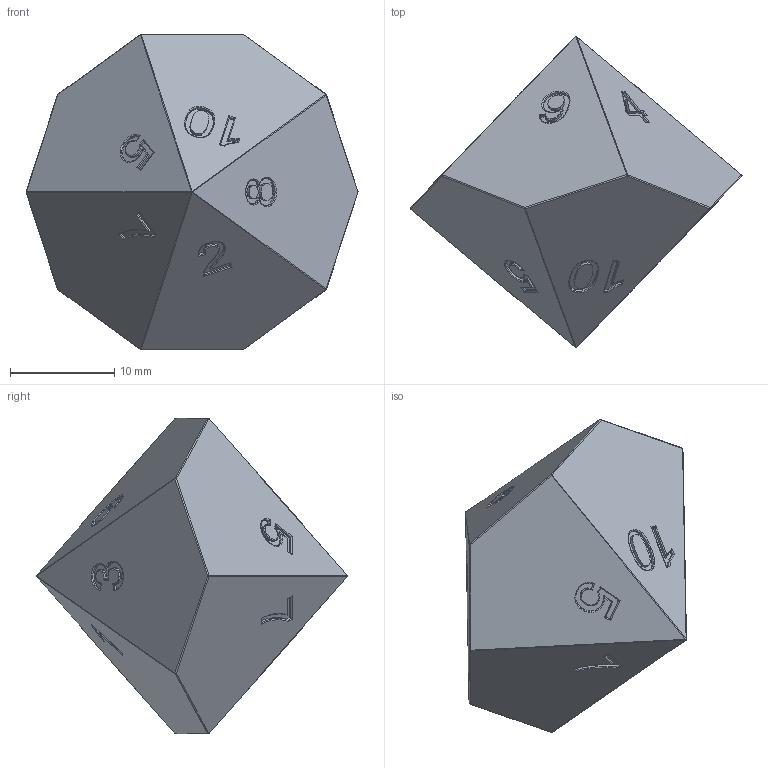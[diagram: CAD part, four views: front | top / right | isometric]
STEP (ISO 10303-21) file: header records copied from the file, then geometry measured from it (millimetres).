
FILE_DESCRIPTION(/* description */ (''),/* implementation_level */ '2;1');
FILE_NAME(/* name */ 'D10.step',/* time_stamp */ '2021-04-06T13:16:27+02:00',/* author */ (''),/* organization */ (''),/* preprocessor_version */ 'ST-DEVELOPER v18.1',/* originating_system */ 'Autodesk Translation Framework v10.6.0.1341',/* authorisation */ '');
FILE_SCHEMA (('AUTOMOTIVE_DESIGN { 1 0 10303 214 3 1 1 }'));
Length unit declared in the file: millimetre
Products named in the file (2): D10; D10_1
Assembly tree (1 placements, depth 2):
  D10
    D10_1
Bounding box: 31.87 x 29.91 x 30.32 mm (x, y, z)
Volume: 7499.6 mm3; surface area: 2210 mm2
Topology: 1 solids, 1 shells, 468 faces, 1127 edges, 678 vertices
Faces by surface type: bspline 322, plane 72, cylinder 62, sphere 12
Entity records: 26123 total; most frequent: CARTESIAN_POINT 17534, ORIENTED_EDGE 2254, EDGE_CURVE 1127, DIRECTION 832, VERTEX_POINT 678, B_SPLINE_CURVE_WITH_KNOTS 660, EDGE_LOOP 485, FACE_OUTER_BOUND 468
